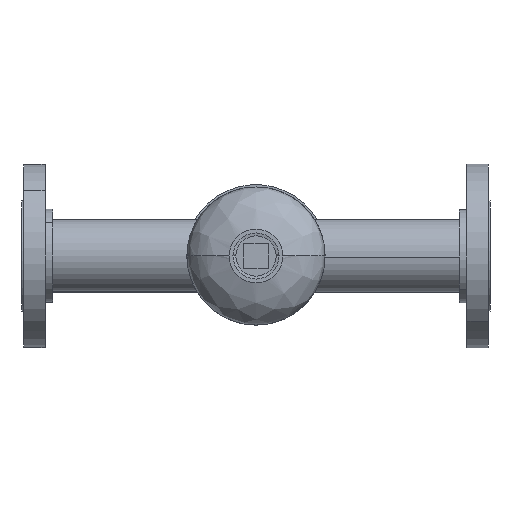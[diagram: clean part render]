
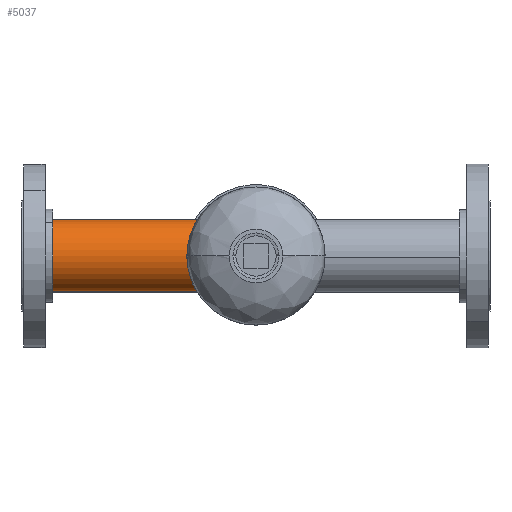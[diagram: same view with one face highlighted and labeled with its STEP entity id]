
A CAD part, front view. The second image highlights one B-rep face of the part: STEP entity #5037.
In plain terms, the highlighted cylindrical face has radius 30.163 mm (diameter 60.325 mm), a partial arc.
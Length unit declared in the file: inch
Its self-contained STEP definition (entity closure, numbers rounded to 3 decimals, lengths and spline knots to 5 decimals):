
#507 = AXIS2_PLACEMENT_3D ( 'NONE', #2649, #4977, #4506 ) ;
#617 = VECTOR ( 'NONE', #5767, 39.37008 ) ;
#862 = VERTEX_POINT ( 'NONE', #4536 ) ;
#869 = CARTESIAN_POINT ( 'NONE',  ( 0., 5.75, -1.1875 ) ) ;
#1062 = CIRCLE ( 'NONE', #5081, 1.1875 ) ;
#1183 = DIRECTION ( 'NONE',  ( 0., 1., 0. ) ) ;
#1325 = EDGE_CURVE ( 'NONE', #1662, #5116, #1062, .T. ) ;
#1543 = DIRECTION ( 'NONE',  ( 0., -1., 0. ) ) ;
#1606 = ORIENTED_EDGE ( 'NONE', *, *, #1325, .F. ) ;
#1659 = EDGE_CURVE ( 'NONE', #5610, #862, #5577, .T. ) ;
#1662 = VERTEX_POINT ( 'NONE', #869 ) ;
#1674 = ORIENTED_EDGE ( 'NONE', *, *, #5703, .T. ) ;
#2010 = CARTESIAN_POINT ( 'NONE',  ( 0., 0., -1.1875 ) ) ;
#2072 = DIRECTION ( 'NONE',  ( 0., -1., 0. ) ) ;
#2587 = LINE ( 'NONE', #3835, #4166 ) ;
#2649 = CARTESIAN_POINT ( 'NONE',  ( 0., 0., 0. ) ) ;
#3403 = LINE ( 'NONE', #3903, #617 ) ;
#3593 = CARTESIAN_POINT ( 'NONE',  ( 0., 5.75, 0. ) ) ;
#3835 = CARTESIAN_POINT ( 'NONE',  ( 0., 5.75, -1.1875 ) ) ;
#3841 = CYLINDRICAL_SURFACE ( 'NONE', #4162, 1.1875 ) ;
#3869 = EDGE_CURVE ( 'NONE', #5116, #862, #3403, .T. ) ;
#3877 = FACE_OUTER_BOUND ( 'NONE', #4533, .T. ) ;
#3903 = CARTESIAN_POINT ( 'NONE',  ( 0., 5.75, 1.1875 ) ) ;
#3944 = CARTESIAN_POINT ( 'NONE',  ( 0., 5.75, 1.1875 ) ) ;
#4057 = ORIENTED_EDGE ( 'NONE', *, *, #3869, .F. ) ;
#4162 = AXIS2_PLACEMENT_3D ( 'NONE', #4353, #2072, #5213 ) ;
#4166 = VECTOR ( 'NONE', #1543, 39.37008 ) ;
#4353 = CARTESIAN_POINT ( 'NONE',  ( 0., 5.75, 0. ) ) ;
#4506 = DIRECTION ( 'NONE',  ( 0., 0., 1. ) ) ;
#4533 = EDGE_LOOP ( 'NONE', ( #4057, #1606, #1674, #5502 ) ) ;
#4536 = CARTESIAN_POINT ( 'NONE',  ( 0., 0., 1.1875 ) ) ;
#4945 = DIRECTION ( 'NONE',  ( 0., 0., 1. ) ) ;
#4977 = DIRECTION ( 'NONE',  ( 0., 1., 0. ) ) ;
#5037 = ADVANCED_FACE ( 'NONE', ( #3877 ), #3841, .T. ) ;
#5081 = AXIS2_PLACEMENT_3D ( 'NONE', #3593, #1183, #4945 ) ;
#5116 = VERTEX_POINT ( 'NONE', #3944 ) ;
#5213 = DIRECTION ( 'NONE',  ( 0., 0., -1. ) ) ;
#5502 = ORIENTED_EDGE ( 'NONE', *, *, #1659, .T. ) ;
#5577 = CIRCLE ( 'NONE', #507, 1.1875 ) ;
#5610 = VERTEX_POINT ( 'NONE', #2010 ) ;
#5703 = EDGE_CURVE ( 'NONE', #1662, #5610, #2587, .T. ) ;
#5767 = DIRECTION ( 'NONE',  ( 0., -1., 0. ) ) ;
